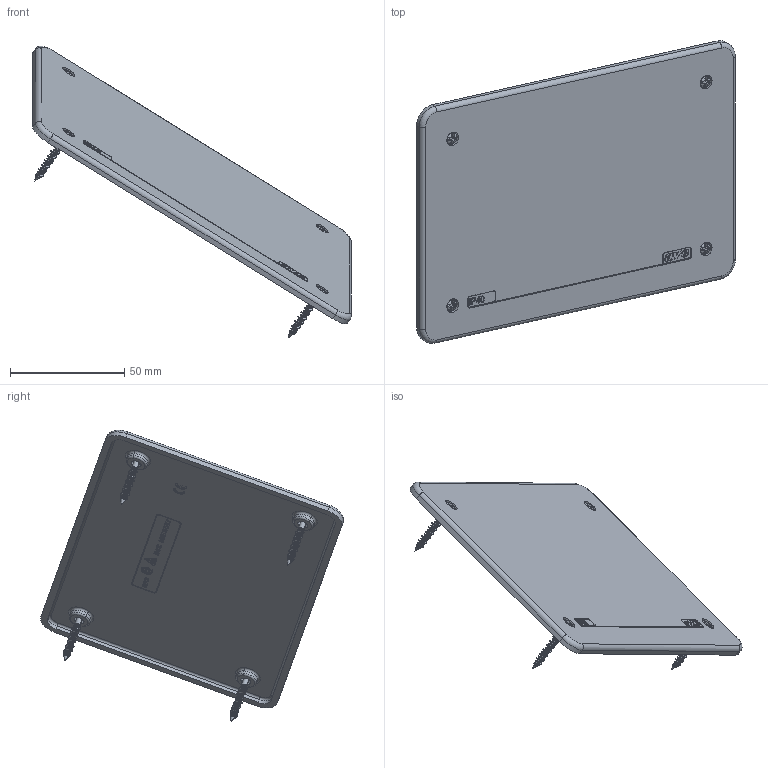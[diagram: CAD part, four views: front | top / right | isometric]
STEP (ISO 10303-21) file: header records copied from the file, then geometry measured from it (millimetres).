
FILE_DESCRIPTION(('CATIA V5 STEP Exchange'),'2;1');
FILE_NAME('BL04C.stp','2023-09-25T06:59:00+00:00',('none'),('none'),'CATIA Version 5-6 Release 2016 SP6','CATIA V5 STEP AP203','none');
FILE_SCHEMA(('CONFIG_CONTROL_DESIGN'));
Length unit declared in the file: millimetre
Products named in the file (1): BL04C
Assembly tree (6 placements, depth 2):
  BL04C
    #57
    #21649
    #21693  x4
Bounding box: 139.24 x 132.29 x 127.41 mm (x, y, z)
Volume: 31707.8 mm3; surface area: 40979.9 mm2
Topology: 5 solids, 5 shells, 1168 faces, 3181 edges, 2088 vertices
Faces by surface type: plane 645, cylinder 321, cone 64, torus 56, extrusion 38, bspline 28, sphere 16
Entity records: 26705 total; most frequent: CARTESIAN_POINT 6987, ORIENTED_EDGE 4476, DIRECTION 3228, EDGE_CURVE 2238, VECTOR 1647, LINE 1609, VERTEX_POINT 1472, AXIS2_PLACEMENT_3D 984
